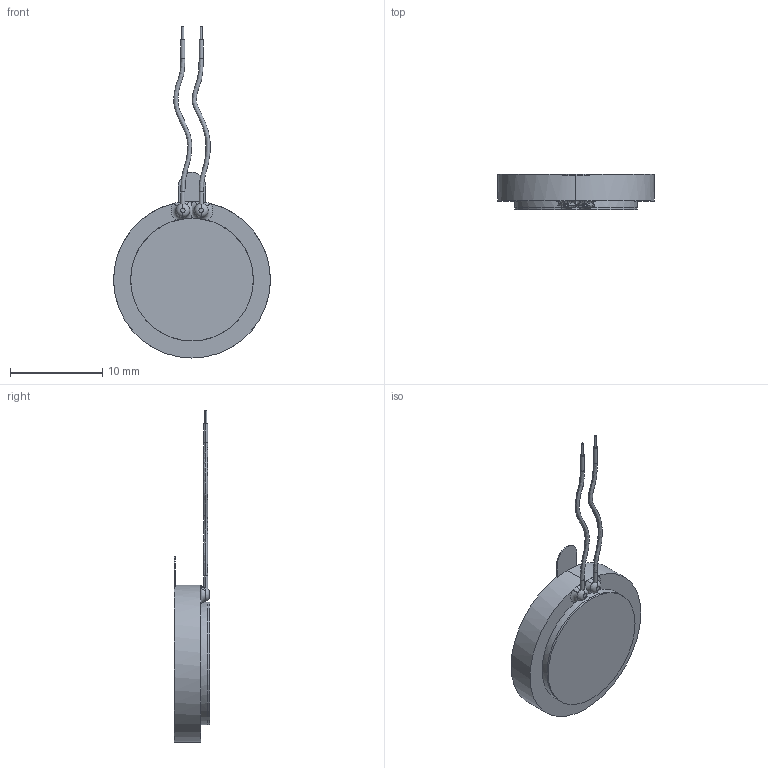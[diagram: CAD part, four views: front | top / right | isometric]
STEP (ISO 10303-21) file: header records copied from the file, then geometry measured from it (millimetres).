
FILE_DESCRIPTION (( 'STEP AP203' ), '1' );
FILE_NAME ('SP-1704.STEP', '2016-09-08T21:01:04', ( 'Gem' ), ( '' ), 'SwSTEP 2.0', 'SolidWorks 2013', '' );
FILE_SCHEMA (( 'CONFIG_CONTROL_DESIGN' ));
Length unit declared in the file: millimetre
Products named in the file (1): SP-1704
Bounding box: 17 x 3.85 x 36 mm (x, y, z)
Volume: 769.1 mm3; surface area: 1051.7 mm2
Topology: 6 solids, 6 shells, 95 faces, 195 edges, 124 vertices
Faces by surface type: cylinder 47, plane 32, bspline 10, torus 6
Entity records: 3417 total; most frequent: CARTESIAN_POINT 1280, DIRECTION 480, ORIENTED_EDGE 390, AXIS2_PLACEMENT_3D 214, EDGE_CURVE 195, CIRCLE 128, VERTEX_POINT 124, EDGE_LOOP 107
